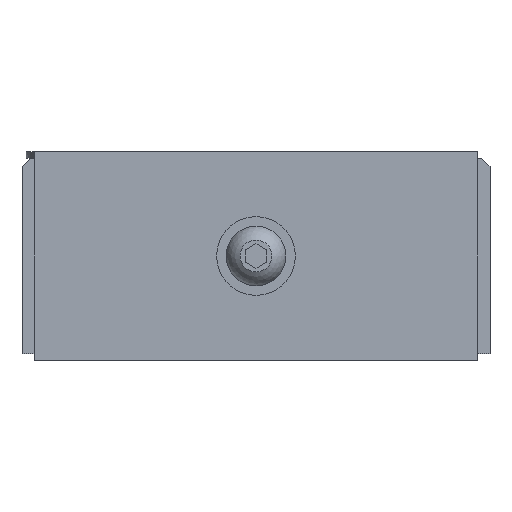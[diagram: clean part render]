
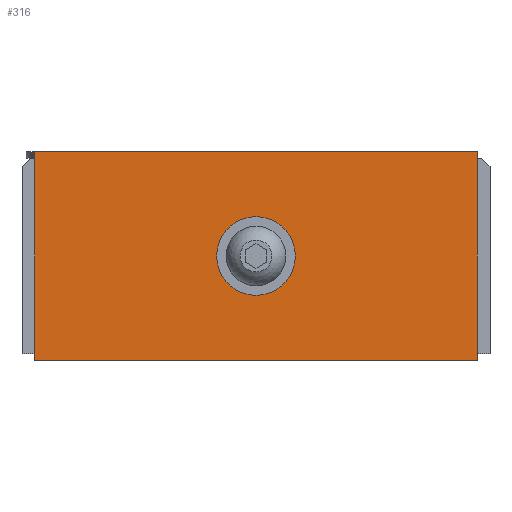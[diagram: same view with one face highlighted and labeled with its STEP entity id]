
A CAD part, left-side view. The second image highlights one B-rep face of the part: STEP entity #316.
In plain terms, the highlighted planar face has unit normal (-1, 0, 0).
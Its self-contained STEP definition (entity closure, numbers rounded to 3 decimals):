
#316 = ADVANCED_FACE( '', ( #820, #821 ), #822, .F. );
#820 = FACE_OUTER_BOUND( '', #1601, .T. );
#821 = FACE_BOUND( '', #1602, .T. );
#822 = PLANE( '', #1603 );
#1601 = EDGE_LOOP( '', ( #2516, #2517, #2518, #2519 ) );
#1602 = EDGE_LOOP( '', ( #2520 ) );
#1603 = AXIS2_PLACEMENT_3D( '', #2521, #2522, #2523 );
#2516 = ORIENTED_EDGE( '', *, *, #4008, .F. );
#2517 = ORIENTED_EDGE( '', *, *, #3950, .F. );
#2518 = ORIENTED_EDGE( '', *, *, #4009, .F. );
#2519 = ORIENTED_EDGE( '', *, *, #4010, .F. );
#2520 = ORIENTED_EDGE( '', *, *, #4011, .F. );
#2521 = CARTESIAN_POINT( '', ( -106., 52., 47.5 ) );
#2522 = DIRECTION( '', ( 1., 0., 0. ) );
#2523 = DIRECTION( '', ( 0., 0., 1. ) );
#3950 = EDGE_CURVE( '', #4628, #4630, #4631, .T. );
#4008 = EDGE_CURVE( '', #4630, #4721, #4722, .T. );
#4009 = EDGE_CURVE( '', #4723, #4628, #4724, .T. );
#4010 = EDGE_CURVE( '', #4721, #4723, #4725, .T. );
#4011 = EDGE_CURVE( '', #4726, #4726, #4727, .F. );
#4628 = VERTEX_POINT( '', #5643 );
#4630 = VERTEX_POINT( '', #5646 );
#4631 = LINE( '', #5647, #5648 );
#4721 = VERTEX_POINT( '', #5786 );
#4722 = LINE( '', #5787, #5788 );
#4723 = VERTEX_POINT( '', #5789 );
#4724 = LINE( '', #5790, #5791 );
#4725 = LINE( '', #5792, #5793 );
#4726 = VERTEX_POINT( '', #5794 );
#4727 = CIRCLE( '', #5795, 9.25 );
#5643 = CARTESIAN_POINT( '', ( -106., -52., -1.5 ) );
#5646 = CARTESIAN_POINT( '', ( -106., 52., -1.5 ) );
#5647 = CARTESIAN_POINT( '', ( -106., -52., -1.5 ) );
#5648 = VECTOR( '', #6853, 1000. );
#5786 = CARTESIAN_POINT( '', ( -106., 52., 47.5 ) );
#5787 = CARTESIAN_POINT( '', ( -106., 52., -1.5 ) );
#5788 = VECTOR( '', #6911, 1000. );
#5789 = CARTESIAN_POINT( '', ( -106., -52., 47.5 ) );
#5790 = CARTESIAN_POINT( '', ( -106., -52., 47.5 ) );
#5791 = VECTOR( '', #6912, 1000. );
#5792 = CARTESIAN_POINT( '', ( -106., 52., 47.5 ) );
#5793 = VECTOR( '', #6913, 1000. );
#5794 = CARTESIAN_POINT( '', ( -106., 0., 13.75 ) );
#5795 = AXIS2_PLACEMENT_3D( '', #6914, #6915, #6916 );
#6853 = DIRECTION( '', ( 0., 1., 0. ) );
#6911 = DIRECTION( '', ( 0., 0., 1. ) );
#6912 = DIRECTION( '', ( 0., 0., -1. ) );
#6913 = DIRECTION( '', ( 0., -1., 0. ) );
#6914 = CARTESIAN_POINT( '', ( -106., 0., 23. ) );
#6915 = DIRECTION( '', ( 1., 0., 0. ) );
#6916 = DIRECTION( '', ( 0., 0., -1. ) );
